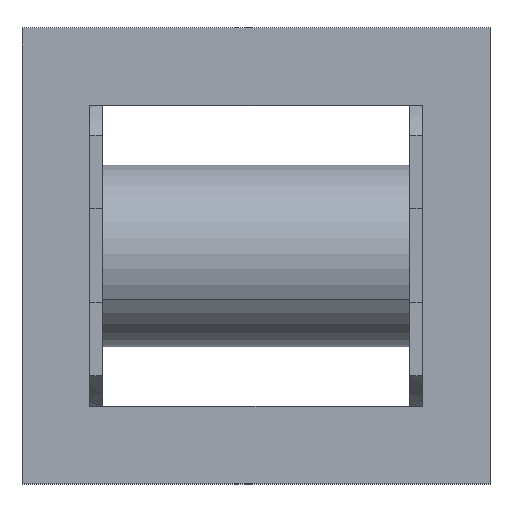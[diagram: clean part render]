
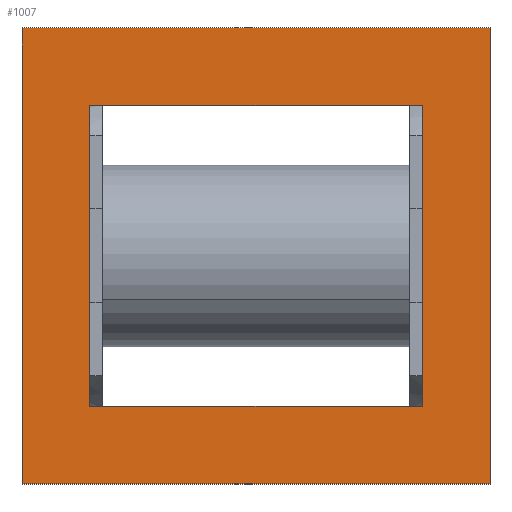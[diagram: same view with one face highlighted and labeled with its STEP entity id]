
A CAD part, top view. The second image highlights one B-rep face of the part: STEP entity #1007.
In plain terms, the highlighted planar face has unit normal (0, 0, 1).
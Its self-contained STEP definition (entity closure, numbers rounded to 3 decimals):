
#221=CARTESIAN_POINT('Vertex',(42.6,8.587,16.7)) ;
#451=CARTESIAN_POINT('Vertex',(7.2,39.913,16.7)) ;
#546=CARTESIAN_POINT('Vertex',(7.2,8.587,16.7)) ;
#632=CARTESIAN_POINT('Vertex',(7.2,40.252,16.7)) ;
#635=CARTESIAN_POINT('Line Origine',(7.2,40.083,16.7)) ;
#648=CARTESIAN_POINT('Line Origine',(7.2,32.082,16.7)) ;
#652=CARTESIAN_POINT('Vertex',(7.2,24.25,16.7)) ;
#655=CARTESIAN_POINT('Line Origine',(7.2,16.418,16.7)) ;
#689=CARTESIAN_POINT('Line Origine',(7.2,8.417,16.7)) ;
#693=CARTESIAN_POINT('Vertex',(7.2,8.248,16.7)) ;
#754=CARTESIAN_POINT('Line Origine',(16.05,40.252,16.7)) ;
#758=CARTESIAN_POINT('Vertex',(42.6,40.252,16.7)) ;
#773=CARTESIAN_POINT('Line Origine',(16.05,8.248,16.7)) ;
#777=CARTESIAN_POINT('Vertex',(42.6,8.248,16.7)) ;
#822=CARTESIAN_POINT('Vertex',(42.6,39.913,16.7)) ;
#825=CARTESIAN_POINT('Line Origine',(42.6,40.083,16.7)) ;
#848=CARTESIAN_POINT('Line Origine',(24.9,0.,16.7)) ;
#852=CARTESIAN_POINT('Vertex',(49.8,0.,16.7)) ;
#854=CARTESIAN_POINT('Vertex',(0.,0.,16.7)) ;
#888=CARTESIAN_POINT('Line Origine',(0.,24.25,16.7)) ;
#892=CARTESIAN_POINT('Vertex',(0.,48.5,16.7)) ;
#930=CARTESIAN_POINT('Vertex',(49.8,48.5,16.7)) ;
#933=CARTESIAN_POINT('Line Origine',(49.8,24.25,16.7)) ;
#955=CARTESIAN_POINT('Line Origine',(24.9,48.5,16.7)) ;
#967=CARTESIAN_POINT('Axis2P3D Location',(0.,48.5,16.7)) ;
#978=CARTESIAN_POINT('Line Origine',(42.6,32.082,16.7)) ;
#982=CARTESIAN_POINT('Vertex',(42.6,24.25,16.7)) ;
#985=CARTESIAN_POINT('Line Origine',(42.6,16.418,16.7)) ;
#990=CARTESIAN_POINT('Line Origine',(42.6,8.417,16.7)) ;
#636=DIRECTION('Vector Direction',(0.,1.,0.)) ;
#649=DIRECTION('Vector Direction',(0.,1.,0.)) ;
#656=DIRECTION('Vector Direction',(0.,1.,0.)) ;
#690=DIRECTION('Vector Direction',(0.,1.,0.)) ;
#755=DIRECTION('Vector Direction',(1.,0.,0.)) ;
#774=DIRECTION('Vector Direction',(1.,0.,0.)) ;
#826=DIRECTION('Vector Direction',(0.,1.,0.)) ;
#849=DIRECTION('Vector Direction',(1.,0.,0.)) ;
#889=DIRECTION('Vector Direction',(0.,-1.,0.)) ;
#934=DIRECTION('Vector Direction',(0.,-1.,0.)) ;
#956=DIRECTION('Vector Direction',(1.,0.,0.)) ;
#968=DIRECTION('Axis2P3D Direction',(-0.,0.,1.)) ;
#969=DIRECTION('Axis2P3D XDirection',(0.,-1.,0.)) ;
#979=DIRECTION('Vector Direction',(0.,1.,0.)) ;
#986=DIRECTION('Vector Direction',(0.,1.,0.)) ;
#991=DIRECTION('Vector Direction',(0.,1.,0.)) ;
#970=AXIS2_PLACEMENT_3D('Plane Axis2P3D',#967,#968,#969) ;
#973=ORIENTED_EDGE('',*,*,#959,.T.) ;
#974=ORIENTED_EDGE('',*,*,#894,.T.) ;
#975=ORIENTED_EDGE('',*,*,#856,.F.) ;
#976=ORIENTED_EDGE('',*,*,#937,.F.) ;
#996=ORIENTED_EDGE('',*,*,#829,.F.) ;
#997=ORIENTED_EDGE('',*,*,#984,.F.) ;
#998=ORIENTED_EDGE('',*,*,#989,.F.) ;
#999=ORIENTED_EDGE('',*,*,#994,.F.) ;
#1000=ORIENTED_EDGE('',*,*,#779,.F.) ;
#1001=ORIENTED_EDGE('',*,*,#695,.T.) ;
#1002=ORIENTED_EDGE('',*,*,#659,.T.) ;
#1003=ORIENTED_EDGE('',*,*,#654,.T.) ;
#1004=ORIENTED_EDGE('',*,*,#639,.T.) ;
#1005=ORIENTED_EDGE('',*,*,#760,.T.) ;
#1006=FACE_BOUND('',#995,.T.) ;
#637=VECTOR('Line Direction',#636,1.) ;
#650=VECTOR('Line Direction',#649,1.) ;
#657=VECTOR('Line Direction',#656,1.) ;
#691=VECTOR('Line Direction',#690,1.) ;
#756=VECTOR('Line Direction',#755,1.) ;
#775=VECTOR('Line Direction',#774,1.) ;
#827=VECTOR('Line Direction',#826,1.) ;
#850=VECTOR('Line Direction',#849,1.) ;
#890=VECTOR('Line Direction',#889,1.) ;
#935=VECTOR('Line Direction',#934,1.) ;
#957=VECTOR('Line Direction',#956,1.) ;
#980=VECTOR('Line Direction',#979,1.) ;
#987=VECTOR('Line Direction',#986,1.) ;
#992=VECTOR('Line Direction',#991,1.) ;
#1007=ADVANCED_FACE('PartBody',(#977,#1006),#971,.T.) ;
#639=EDGE_CURVE('',#452,#633,#638,.T.) ;
#654=EDGE_CURVE('',#653,#452,#651,.T.) ;
#659=EDGE_CURVE('',#547,#653,#658,.T.) ;
#695=EDGE_CURVE('',#694,#547,#692,.T.) ;
#760=EDGE_CURVE('',#633,#759,#757,.T.) ;
#779=EDGE_CURVE('',#694,#778,#776,.T.) ;
#829=EDGE_CURVE('',#823,#759,#828,.T.) ;
#856=EDGE_CURVE('',#853,#855,#851,.F.) ;
#894=EDGE_CURVE('',#893,#855,#891,.T.) ;
#937=EDGE_CURVE('',#931,#853,#936,.T.) ;
#959=EDGE_CURVE('',#931,#893,#958,.F.) ;
#984=EDGE_CURVE('',#983,#823,#981,.T.) ;
#989=EDGE_CURVE('',#222,#983,#988,.T.) ;
#994=EDGE_CURVE('',#778,#222,#993,.T.) ;
#972=EDGE_LOOP('',(#973,#974,#975,#976)) ;
#995=EDGE_LOOP('',(#996,#997,#998,#999,#1000,#1001,#1002,#1003,#1004,#1005)) ;
#977=FACE_OUTER_BOUND('',#972,.T.) ;
#638=LINE('Line',#635,#637) ;
#651=LINE('Line',#648,#650) ;
#658=LINE('Line',#655,#657) ;
#692=LINE('Line',#689,#691) ;
#757=LINE('Line',#754,#756) ;
#776=LINE('Line',#773,#775) ;
#828=LINE('Line',#825,#827) ;
#851=LINE('Line',#848,#850) ;
#891=LINE('Line',#888,#890) ;
#936=LINE('Line',#933,#935) ;
#958=LINE('Line',#955,#957) ;
#981=LINE('Line',#978,#980) ;
#988=LINE('Line',#985,#987) ;
#993=LINE('Line',#990,#992) ;
#971=PLANE('Plane',#970) ;
#222=VERTEX_POINT('',#221) ;
#452=VERTEX_POINT('',#451) ;
#547=VERTEX_POINT('',#546) ;
#633=VERTEX_POINT('',#632) ;
#653=VERTEX_POINT('',#652) ;
#694=VERTEX_POINT('',#693) ;
#759=VERTEX_POINT('',#758) ;
#778=VERTEX_POINT('',#777) ;
#823=VERTEX_POINT('',#822) ;
#853=VERTEX_POINT('',#852) ;
#855=VERTEX_POINT('',#854) ;
#893=VERTEX_POINT('',#892) ;
#931=VERTEX_POINT('',#930) ;
#983=VERTEX_POINT('',#982) ;
